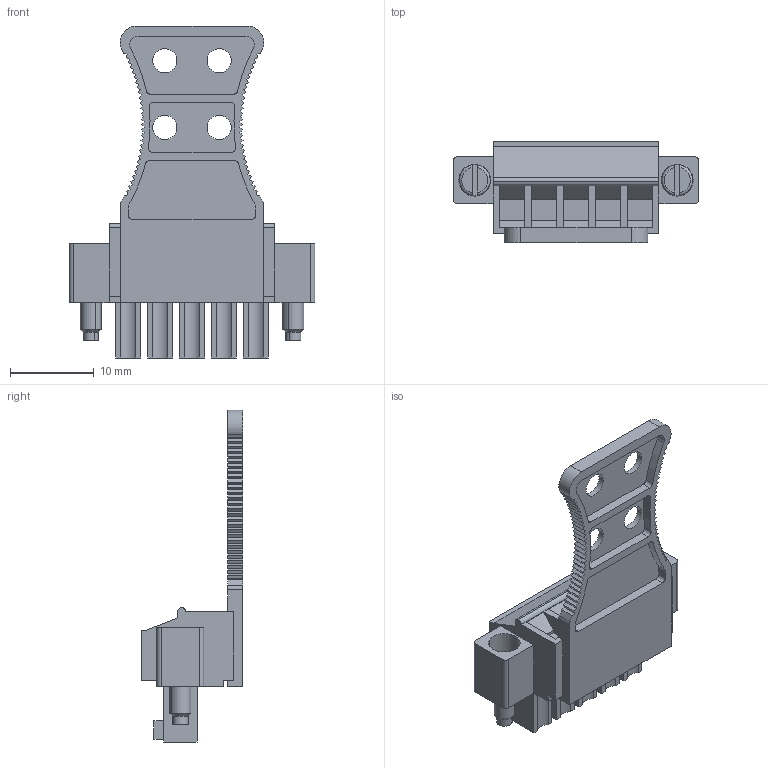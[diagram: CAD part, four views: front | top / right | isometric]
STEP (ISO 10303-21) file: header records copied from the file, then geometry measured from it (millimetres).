
FILE_DESCRIPTION(('CATIA V5 STEP Exchange','CAx-IF Rec.Pracs.--- Model Styling and Organization---1.2---2011-12-15'),'2;1');
FILE_NAME ('D1450066_0_1236530000_1236530000.stp','2018-09-19T13:49:45+00:00',('none'),('Weidmueller'),'CATIA Version 5-6 Release 2014','CATIA V5 STEP AP214','none');
FILE_SCHEMA(('AUTOMOTIVE_DESIGN { 1 0 10303 214 1 1 1 1 }'));
Length unit declared in the file: millimetre
Products named in the file (1): 1236530000
Bounding box: 29.44 x 12.2 x 39.75 mm (x, y, z)
Volume: 2739.6 mm3; surface area: 3618.5 mm2
Topology: 4 solids, 4 shells, 397 faces, 1066 edges, 704 vertices
Faces by surface type: plane 285, cylinder 86, cone 18, torus 8
Entity records: 11633 total; most frequent: ORIENTED_EDGE 2132, CARTESIAN_POINT 2088, DIRECTION 1628, EDGE_CURVE 1066, VECTOR 842, LINE 842, VERTEX_POINT 704, AXIS2_PLACEMENT_3D 502
